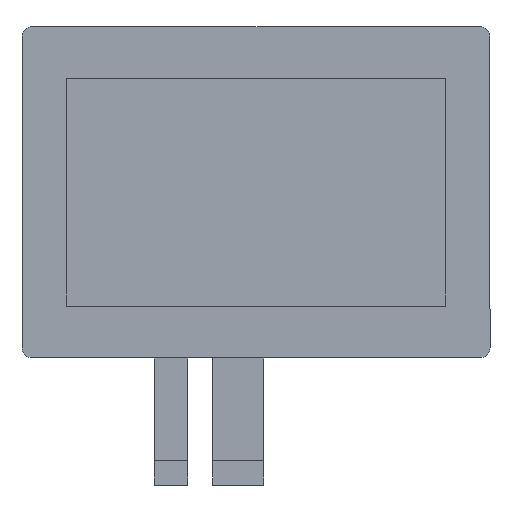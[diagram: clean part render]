
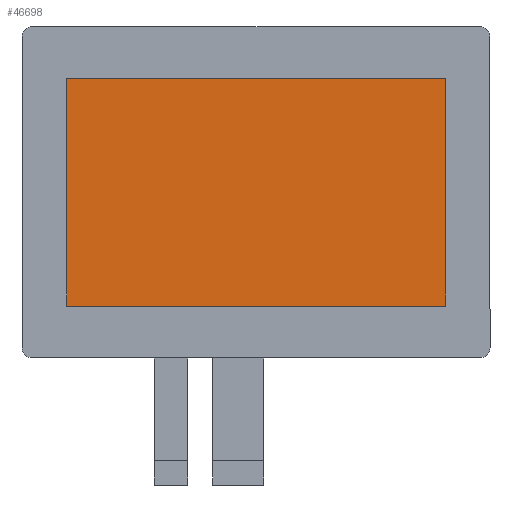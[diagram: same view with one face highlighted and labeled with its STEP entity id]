
A CAD part, top view. The second image highlights one B-rep face of the part: STEP entity #46698.
In plain terms, the highlighted planar face has unit normal (0, 0, 1).
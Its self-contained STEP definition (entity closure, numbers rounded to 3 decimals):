
#2003=FACE_OUTER_BOUND('',#4387,.T.);
#4387=EDGE_LOOP('',(#32166,#32167,#32168,#32169));
#6650=LINE('',#65294,#12617);
#6651=LINE('',#65296,#12618);
#6652=LINE('',#65298,#12619);
#6653=LINE('',#65299,#12620);
#12617=VECTOR('',#52395,10.);
#12618=VECTOR('',#52396,10.);
#12619=VECTOR('',#52397,10.);
#12620=VECTOR('',#52398,10.);
#18565=VERTEX_POINT('',#65292);
#18566=VERTEX_POINT('',#65293);
#18567=VERTEX_POINT('',#65295);
#18568=VERTEX_POINT('',#65297);
#23265=EDGE_CURVE('',#18565,#18566,#6650,.T.);
#23266=EDGE_CURVE('',#18566,#18567,#6651,.T.);
#23267=EDGE_CURVE('',#18567,#18568,#6652,.T.);
#23268=EDGE_CURVE('',#18568,#18565,#6653,.T.);
#32166=ORIENTED_EDGE('',*,*,#23265,.F.);
#32167=ORIENTED_EDGE('',*,*,#23268,.F.);
#32168=ORIENTED_EDGE('',*,*,#23267,.F.);
#32169=ORIENTED_EDGE('',*,*,#23266,.F.);
#44730=PLANE('',#49103);
#46698=ADVANCED_FACE('',(#2003),#44730,.T.);
#49103=AXIS2_PLACEMENT_3D('',#67023,#53849,#53850);
#52395=DIRECTION('',(1.,0.,0.));
#52396=DIRECTION('',(0.,-1.,0.));
#52397=DIRECTION('',(-1.,0.,0.));
#52398=DIRECTION('',(0.,1.,0.));
#53849=DIRECTION('center_axis',(0.,0.,1.));
#53850=DIRECTION('ref_axis',(1.,0.,0.));
#65292=CARTESIAN_POINT('',(-76.2,45.72,0.));
#65293=CARTESIAN_POINT('',(76.2,45.72,0.));
#65294=CARTESIAN_POINT('',(38.05,45.72,0.));
#65295=CARTESIAN_POINT('',(76.2,-45.72,0.));
#65296=CARTESIAN_POINT('',(76.2,-22.87,0.));
#65297=CARTESIAN_POINT('',(-76.2,-45.72,0.));
#65298=CARTESIAN_POINT('',(-38.15,-45.72,0.));
#65299=CARTESIAN_POINT('',(-76.2,22.85,0.));
#67023=CARTESIAN_POINT('Origin',(-0.1,-0.02,
0.));
